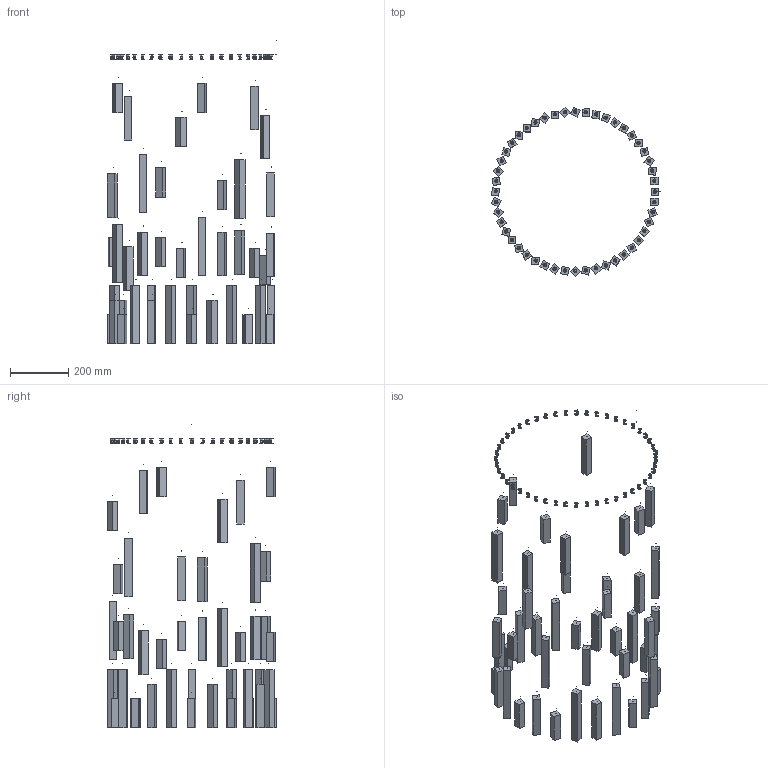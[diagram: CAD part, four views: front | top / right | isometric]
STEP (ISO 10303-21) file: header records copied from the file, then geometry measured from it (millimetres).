
FILE_DESCRIPTION(/* description */ (''),/* implementation_level */ '2;1');
FILE_NAME(/* name */ 'Loci_Rain48_Pier_3D_mm',/* time_stamp */ '2025-10-08T14:03:54-07:00',/* author */ (''),/* organization */ (''),/* preprocessor_version */ 'ST-DEVELOPER v16.5',/* originating_system */ '',/* authorisation */ '');
FILE_SCHEMA (('AUTOMOTIVE_DESIGN'));
Products named in the file (1): Document
Bounding box: 579.7 x 581.28 x 1041.4 mm (x, y, z)
Volume: 18292521.8 mm3; surface area: 1677934.7 mm2
Topology: 194 solids, 194 shells, 2024 faces, 4810 edges, 3126 vertices
Faces by surface type: bspline 1060, plane 964
Entity records: 94562 total; most frequent: CARTESIAN_POINT 63191, ORIENTED_EDGE 9524, EDGE_CURVE 4762, VERTEX_POINT 3126, B_SPLINE_CURVE_WITH_KNOTS 2304, ADVANCED_FACE 2024, FACE_OUTER_BOUND 2024, EDGE_LOOP 2024
